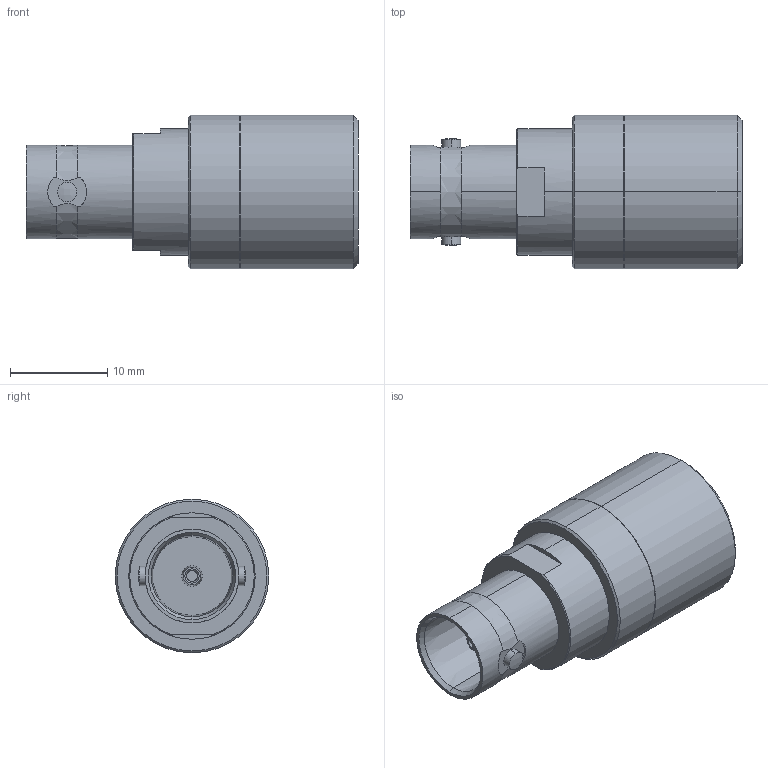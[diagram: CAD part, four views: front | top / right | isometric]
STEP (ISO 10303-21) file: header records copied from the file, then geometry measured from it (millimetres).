
FILE_DESCRIPTION (( 'STEP AP214' ), '1' );
FILE_NAME ('FMTR1191_3D.step', '2025-07-21T19:27:13', ( '' ), ( '' ), 'SwSTEP 2.0', 'SolidWorks 2022', '' );
FILE_SCHEMA (( 'AUTOMOTIVE_DESIGN' ));
Length unit declared in the file: inch
Products named in the file (1): FMTR1191_3D
Bounding box: 34.15 x 15.8 x 15.8 mm (x, y, z)
Volume: 4514.4 mm3; surface area: 2225.5 mm2
Topology: 1 solids, 1 shells, 80 faces, 195 edges, 128 vertices
Faces by surface type: cylinder 28, plane 25, cone 22, bspline 5
Entity records: 2629 total; most frequent: CARTESIAN_POINT 755, ORIENTED_EDGE 390, DIRECTION 382, EDGE_CURVE 195, AXIS2_PLACEMENT_3D 163, VERTEX_POINT 128, EDGE_LOOP 91, CIRCLE 87
